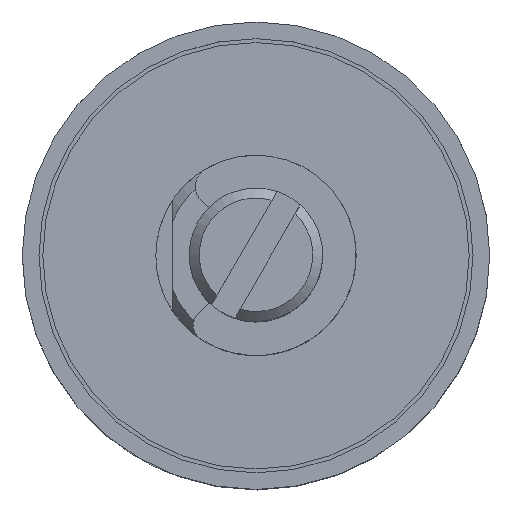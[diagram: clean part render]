
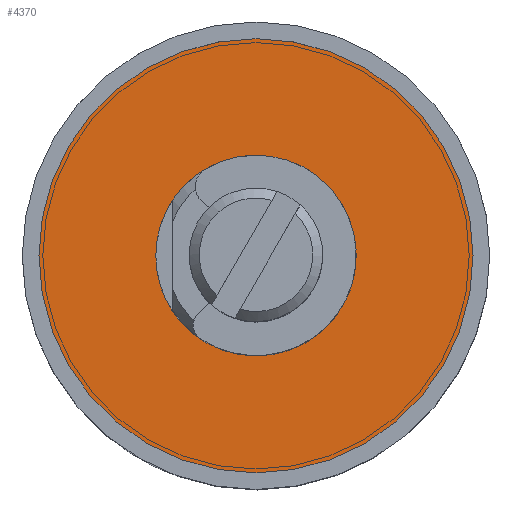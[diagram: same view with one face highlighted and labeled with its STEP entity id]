
A CAD part, top view. The second image highlights one B-rep face of the part: STEP entity #4370.
In plain terms, the highlighted planar face has unit normal (0, 0, 1).
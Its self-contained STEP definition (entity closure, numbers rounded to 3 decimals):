
#1534 = CARTESIAN_POINT ( 'NONE',  ( 0., 0., 0.5 ) ) ;
#1581 = DIRECTION ( 'NONE',  ( -1., 0., 0. ) ) ;
#1768 = EDGE_CURVE ( 'NONE', #5784, #5784, #3191, .T. ) ;
#1927 = CARTESIAN_POINT ( 'NONE',  ( -3., 0., 0.5 ) ) ;
#1943 = AXIS2_PLACEMENT_3D ( 'NONE', #2156, #7099, #1581 ) ;
#2156 = CARTESIAN_POINT ( 'NONE',  ( 0., 0., 0.5 ) ) ;
#2549 = ORIENTED_EDGE ( 'NONE', *, *, #7515, .T. ) ;
#2641 = DIRECTION ( 'NONE',  ( 1., 0., 0. ) ) ;
#3191 = CIRCLE ( 'NONE', #3343, 6.5 ) ;
#3343 = AXIS2_PLACEMENT_3D ( 'NONE', #1534, #7468, #2641 ) ;
#3647 = CARTESIAN_POINT ( 'NONE',  ( 3., 0., 0.5 ) ) ;
#3668 = DIRECTION ( 'NONE',  ( 1., 0., 0. ) ) ;
#4252 = PLANE ( 'NONE',  #5528 ) ;
#4370 = ADVANCED_FACE ( 'NONE', ( #4471, #5040 ), #4252, .T. ) ;
#4471 = FACE_BOUND ( 'NONE', #6012, .T. ) ;
#4720 = CIRCLE ( 'NONE', #1943, 3. ) ;
#4751 = VERTEX_POINT ( 'NONE', #1927 ) ;
#5040 = FACE_OUTER_BOUND ( 'NONE', #5809, .T. ) ;
#5528 = AXIS2_PLACEMENT_3D ( 'NONE', #3647, #7286, #3668 ) ;
#5784 = VERTEX_POINT ( 'NONE', #6680 ) ;
#5809 = EDGE_LOOP ( 'NONE', ( #7253 ) ) ;
#6012 = EDGE_LOOP ( 'NONE', ( #2549 ) ) ;
#6680 = CARTESIAN_POINT ( 'NONE',  ( 6.5, 0., 0.5 ) ) ;
#7099 = DIRECTION ( 'NONE',  ( 0., 0., -1. ) ) ;
#7253 = ORIENTED_EDGE ( 'NONE', *, *, #1768, .T. ) ;
#7286 = DIRECTION ( 'NONE',  ( 0., 0., 1. ) ) ;
#7468 = DIRECTION ( 'NONE',  ( 0., 0., 1. ) ) ;
#7515 = EDGE_CURVE ( 'NONE', #4751, #4751, #4720, .T. ) ;
